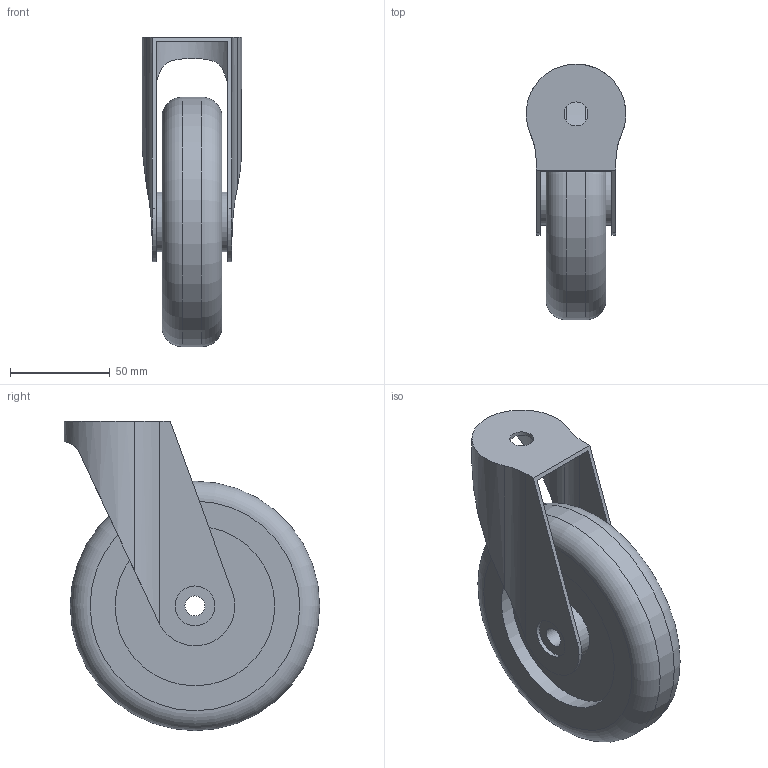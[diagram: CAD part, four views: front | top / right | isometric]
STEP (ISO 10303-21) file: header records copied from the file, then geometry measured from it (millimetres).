
FILE_DESCRIPTION(/* description */ (''),/* implementation_level */ '2;1');
FILE_NAME(/* name */ 'caster wheel.step',/* time_stamp */ '2022-05-04T17:27:49+07:00',/* author */ (''),/* organization */ (''),/* preprocessor_version */ 'ST-DEVELOPER v18.1',/* originating_system */ 'Autodesk Translation Framework v10.14.0.1471',/* authorisation */ '');
FILE_SCHEMA (('AUTOMOTIVE_DESIGN { 1 0 10303 214 3 1 1 }'));
Length unit declared in the file: millimetre
Products named in the file (1): caster wheel
Bounding box: 49.85 x 127.98 x 155 mm (x, y, z)
Volume: 312310.5 mm3; surface area: 63315.2 mm2
Topology: 1 solids, 1 shells, 35 faces, 79 edges, 52 vertices
Faces by surface type: cylinder 18, plane 15, torus 2
Full cylindrical faces by diameter (mm): 10 x1, 12 x1, 20 x2, 30 x2, 80 x2, 125 x1
Entity records: 1103 total; most frequent: CARTESIAN_POINT 240, DIRECTION 185, ORIENTED_EDGE 158, EDGE_CURVE 79, AXIS2_PLACEMENT_3D 76, VERTEX_POINT 52, EDGE_LOOP 47, FACE_OUTER_BOUND 35
